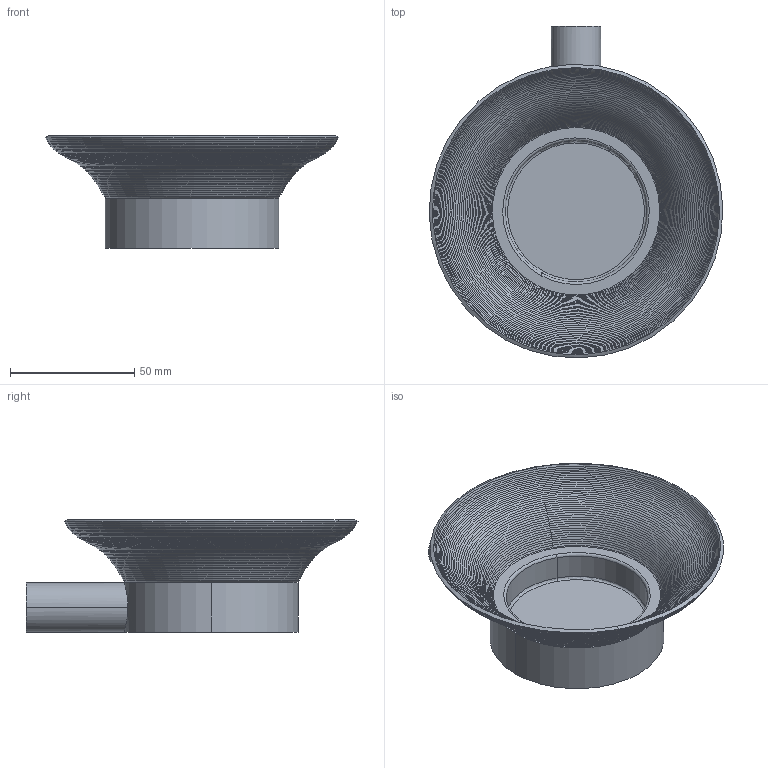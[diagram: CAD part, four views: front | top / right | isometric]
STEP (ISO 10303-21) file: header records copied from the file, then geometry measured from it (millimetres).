
FILE_DESCRIPTION(('CATIA V5 STEP Exchange','CAx-IF Rec.Pracs.--- Model Styling and Organization---1.5--- 2016-08-15','CAx-IF Rec.Pracs.---Supplemental Geometry---1.0---2011-11-01','CAx-IF Rec.Pracs.--- Composite Materials ---3.4---2017-06-13','CAx-IF Rec.Pracs.---Tessellated 3D Geometry---1.0---2015-12-17'),'2;1');
FILE_NAME('SI090602.stp','2025-02-24T15:27:18+00:00',('none'),('none'),'CATIA Version 5-6 Release 2020 SP2','CATIA V5 STEP AP242 v2','none');
FILE_SCHEMA(('AP242_MANAGED_MODEL_BASED_3D_ENGINEERING_MIM_LF {1 0 10303 442 1 1 4}'));
Length unit declared in the file: millimetre
Products named in the file (1): PSY090601
Bounding box: 118.13 x 133.56 x 45.24 mm (x, y, z)
Volume: 56756.3 mm3; surface area: 44857.6 mm2
Topology: 2 solids, 2 shells, 190 faces, 380 edges, 196 vertices
Faces by surface type: cone 160, cylinder 11, torus 10, plane 7, bspline 2
Entity records: 4668 total; most frequent: CARTESIAN_POINT 1222, ORIENTED_EDGE 760, DIRECTION 556, EDGE_CURVE 380, AXIS2_PLACEMENT_3D 288, VERTEX_POINT 196, EDGE_LOOP 194, ADVANCED_FACE 190
